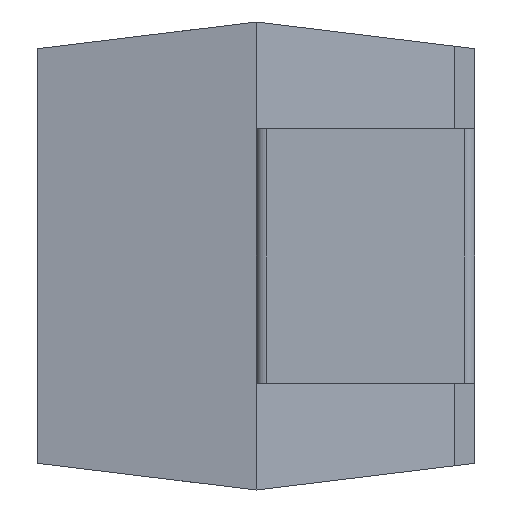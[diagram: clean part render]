
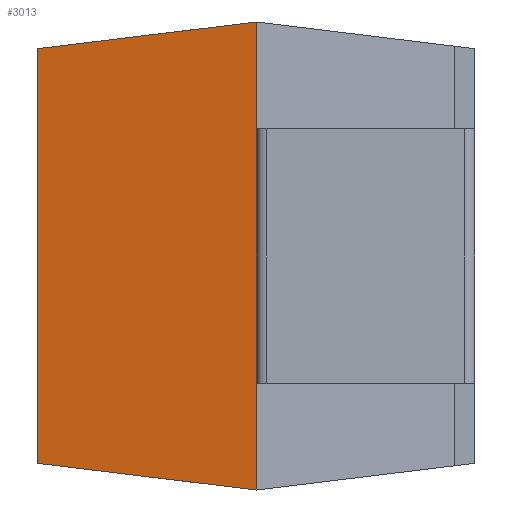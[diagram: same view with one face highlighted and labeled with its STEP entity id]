
A CAD part, left-side view. The second image highlights one B-rep face of the part: STEP entity #3013.
In plain terms, the highlighted planar face has unit normal (-0.986, 0.167, 0).
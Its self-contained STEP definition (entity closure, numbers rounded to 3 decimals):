
#74 = ORIENTED_EDGE ( 'NONE', *, *, #1910, .T. ) ;
#255 = EDGE_LOOP ( 'NONE', ( #2102, #3645, #74, #3574, #398, #2327 ) ) ;
#355 = CARTESIAN_POINT ( 'NONE',  ( 0., 2.15, -4.6 ) ) ;
#369 = DIRECTION ( 'NONE',  ( -0.166, -0.979, -0.12 ) ) ;
#389 = LINE ( 'NONE', #2925, #3292 ) ;
#398 = ORIENTED_EDGE ( 'NONE', *, *, #2059, .T. ) ;
#527 = EDGE_CURVE ( 'NONE', #960, #1076, #1850, .T. ) ;
#709 = VECTOR ( 'NONE', #2402, 1000. ) ;
#960 = VERTEX_POINT ( 'NONE', #3468 ) ;
#966 = FACE_OUTER_BOUND ( 'NONE', #255, .T. ) ;
#1011 = DIRECTION ( 'NONE',  ( 0., 0., 1. ) ) ;
#1021 = CARTESIAN_POINT ( 'NONE',  ( 0., 2.15, -4.6 ) ) ;
#1030 = CARTESIAN_POINT ( 'NONE',  ( 0., 2.15, -4.6 ) ) ;
#1076 = VERTEX_POINT ( 'NONE', #2434 ) ;
#1222 = CARTESIAN_POINT ( 'NONE',  ( -0.354, 0.06, -4.6 ) ) ;
#1268 = CARTESIAN_POINT ( 'NONE',  ( -0.258, 0.628, 0.186 ) ) ;
#1272 = EDGE_CURVE ( 'NONE', #1784, #2676, #389, .T. ) ;
#1554 = DIRECTION ( 'NONE',  ( -0.166, -0.979, 0.12 ) ) ;
#1625 = VERTEX_POINT ( 'NONE', #1671 ) ;
#1654 = EDGE_CURVE ( 'NONE', #1784, #2810, #2710, .T. ) ;
#1671 = CARTESIAN_POINT ( 'NONE',  ( 0., 2.15, 0. ) ) ;
#1734 = VECTOR ( 'NONE', #1554, 1000. ) ;
#1784 = VERTEX_POINT ( 'NONE', #3365 ) ;
#1806 = VECTOR ( 'NONE', #369, 1000. ) ;
#1850 = LINE ( 'NONE', #355, #3591 ) ;
#1910 = EDGE_CURVE ( 'NONE', #2810, #960, #3596, .T. ) ;
#2059 = EDGE_CURVE ( 'NONE', #1076, #1625, #3677, .T. ) ;
#2102 = ORIENTED_EDGE ( 'NONE', *, *, #1272, .F. ) ;
#2327 = ORIENTED_EDGE ( 'NONE', *, *, #3689, .F. ) ;
#2350 = DIRECTION ( 'NONE',  ( -0.986, 0.167, 0. ) ) ;
#2402 = DIRECTION ( 'NONE',  ( 0., 0., 1. ) ) ;
#2433 = AXIS2_PLACEMENT_3D ( 'NONE', #1222, #2350, #2969 ) ;
#2434 = CARTESIAN_POINT ( 'NONE',  ( 0., 2.15, -1.05 ) ) ;
#2460 = VECTOR ( 'NONE', #1011, 1000. ) ;
#2676 = VERTEX_POINT ( 'NONE', #2729 ) ;
#2710 = LINE ( 'NONE', #3305, #1806 ) ;
#2729 = CARTESIAN_POINT ( 'NONE',  ( 0.364, 4.3, -0.263 ) ) ;
#2733 = DIRECTION ( 'NONE',  ( 0., 0., 1. ) ) ;
#2810 = VERTEX_POINT ( 'NONE', #1030 ) ;
#2850 = LINE ( 'NONE', #1268, #1734 ) ;
#2925 = CARTESIAN_POINT ( 'NONE',  ( 0.364, 4.3, -4.6 ) ) ;
#2969 = DIRECTION ( 'NONE',  ( -0.167, -0.986, 0. ) ) ;
#3008 = CARTESIAN_POINT ( 'NONE',  ( 0., 2.15, -4.6 ) ) ;
#3013 = ADVANCED_FACE ( 'NONE', ( #966 ), #3232, .T. ) ;
#3232 = PLANE ( 'NONE',  #2433 ) ;
#3292 = VECTOR ( 'NONE', #3495, 1000. ) ;
#3305 = CARTESIAN_POINT ( 'NONE',  ( -0.349, 0.09, -4.852 ) ) ;
#3365 = CARTESIAN_POINT ( 'NONE',  ( 0.364, 4.3, -4.337 ) ) ;
#3468 = CARTESIAN_POINT ( 'NONE',  ( 0., 2.15, -3.55 ) ) ;
#3495 = DIRECTION ( 'NONE',  ( 0., 0., 1. ) ) ;
#3574 = ORIENTED_EDGE ( 'NONE', *, *, #527, .T. ) ;
#3591 = VECTOR ( 'NONE', #2733, 1000. ) ;
#3596 = LINE ( 'NONE', #3008, #709 ) ;
#3645 = ORIENTED_EDGE ( 'NONE', *, *, #1654, .T. ) ;
#3677 = LINE ( 'NONE', #1021, #2460 ) ;
#3689 = EDGE_CURVE ( 'NONE', #2676, #1625, #2850, .T. ) ;
